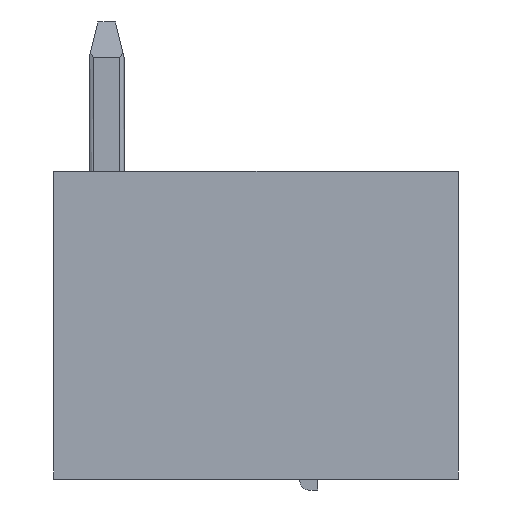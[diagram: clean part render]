
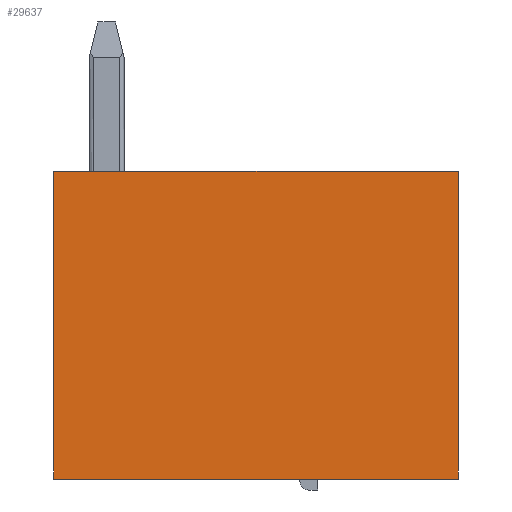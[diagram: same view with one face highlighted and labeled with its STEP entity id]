
A CAD part, front view. The second image highlights one B-rep face of the part: STEP entity #29637.
In plain terms, the highlighted planar face has unit normal (0, -1, 0).
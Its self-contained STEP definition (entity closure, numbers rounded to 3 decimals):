
#74=DIRECTION('',(0.,0.,1.));
#75=VECTOR('',#74,7.);
#76=CARTESIAN_POINT('',(0.,-4.51,-7.));
#77=LINE('',#76,#75);
#1141=DIRECTION('',(0.,0.,1.));
#1142=VECTOR('',#1141,7.);
#1143=CARTESIAN_POINT('',(9.2,-4.51,-7.));
#1144=LINE('',#1143,#1142);
#9310=DIRECTION('',(-1.,0.,0.));
#9311=VECTOR('',#9310,9.2);
#9312=CARTESIAN_POINT('',(9.2,-4.51,0.));
#9313=LINE('',#9312,#9311);
#10059=DIRECTION('',(-1.,0.,0.));
#10060=VECTOR('',#10059,9.2);
#10061=CARTESIAN_POINT('',(9.2,-4.51,-7.));
#10062=LINE('',#10061,#10060);
#13266=CARTESIAN_POINT('',(9.2,-4.51,-7.));
#13267=CARTESIAN_POINT('',(9.2,-4.51,0.));
#13268=VERTEX_POINT('',#13266);
#13269=VERTEX_POINT('',#13267);
#13274=CARTESIAN_POINT('',(0.,-4.51,-7.));
#13275=CARTESIAN_POINT('',(0.,-4.51,0.));
#13276=VERTEX_POINT('',#13274);
#13277=VERTEX_POINT('',#13275);
#29626=CARTESIAN_POINT('',(9.2,-4.51,-7.));
#29627=DIRECTION('',(0.,1.,0.));
#29628=DIRECTION('',(0.,0.,1.));
#29629=AXIS2_PLACEMENT_3D('',#29626,#29627,#29628);
#29630=PLANE('',#29629);
#29631=ORIENTED_EDGE('',*,*,#16078,.F.);
#29632=ORIENTED_EDGE('',*,*,#15906,.T.);
#29633=ORIENTED_EDGE('',*,*,#15943,.T.);
#29634=ORIENTED_EDGE('',*,*,#29226,.F.);
#29635=EDGE_LOOP('',(#29631,#29632,#29633,#29634));
#29636=FACE_OUTER_BOUND('',#29635,.F.);
#29637=ADVANCED_FACE('',(#29636),#29630,.F.);
#15906=EDGE_CURVE('',#13268,#13276,#10062,.T.);
#15943=EDGE_CURVE('',#13276,#13277,#77,.T.);
#16078=EDGE_CURVE('',#13268,#13269,#1144,.T.);
#29226=EDGE_CURVE('',#13269,#13277,#9313,.T.);
